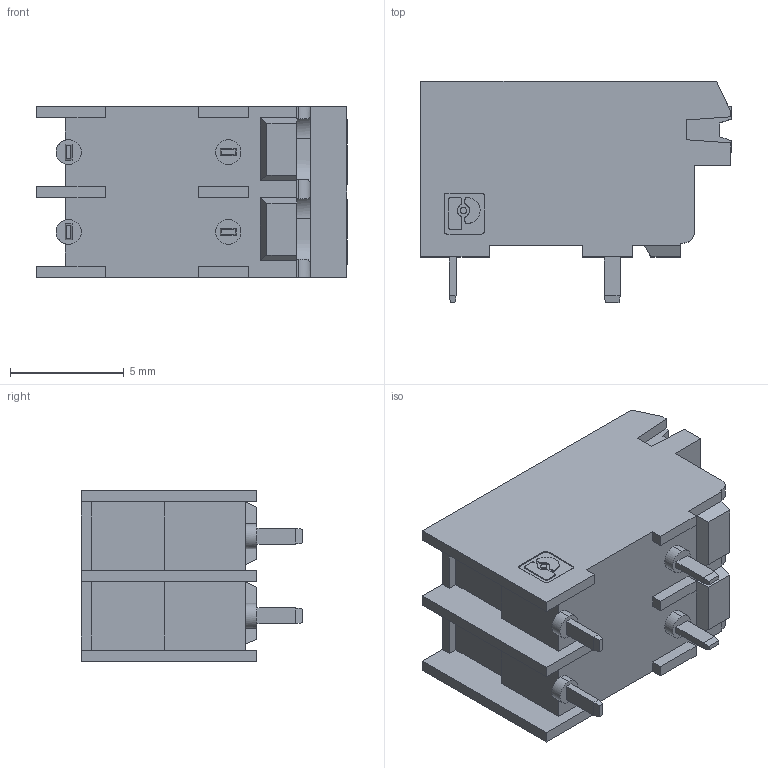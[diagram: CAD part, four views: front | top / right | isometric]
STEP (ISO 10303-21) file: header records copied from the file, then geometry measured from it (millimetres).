
FILE_DESCRIPTION(('SolidDesigner STEP Export'),'2;1');
FILE_NAME('spt-thr-1.5-2-h-3.5_p20.stp','2013-04-12T12:59:09',(''),(''),'Creo Elements/Direct Modeling STEP processor for AP214 (Solid Model)','Creo Elements/Direct Modeling 18.1 06-May-2012 (C) Parametric Technology GmbH','');
FILE_SCHEMA(('AUTOMOTIVE_DESIGN { 1 0 10303 214 1 1 1 1 }'));
Length unit declared in the file: millimetre
Products named in the file (2): spt-thr-1.5-2-h-3.5_p20
Assembly tree (1 placements, depth 2):
  spt-thr-1.5-2-h-3.5_p20
    spt-thr-1.5-2-h-3.5_p20
Bounding box: 13.62 x 9.7 x 7.5 mm (x, y, z)
Volume: 592.8 mm3; surface area: 676.2 mm2
Topology: 1 solids, 1 shells, 267 faces, 716 edges, 466 vertices
Faces by surface type: plane 189, bspline 32, extrusion 27, cylinder 19
Entity records: 13003 total; most frequent: CARTESIAN_POINT 5074, ORIENTED_EDGE 1436, DIRECTION 1022, EDGE_CURVE 718, VECTOR 538, LINE 511, VERTEX_POINT 470, EDGE_LOOP 284
